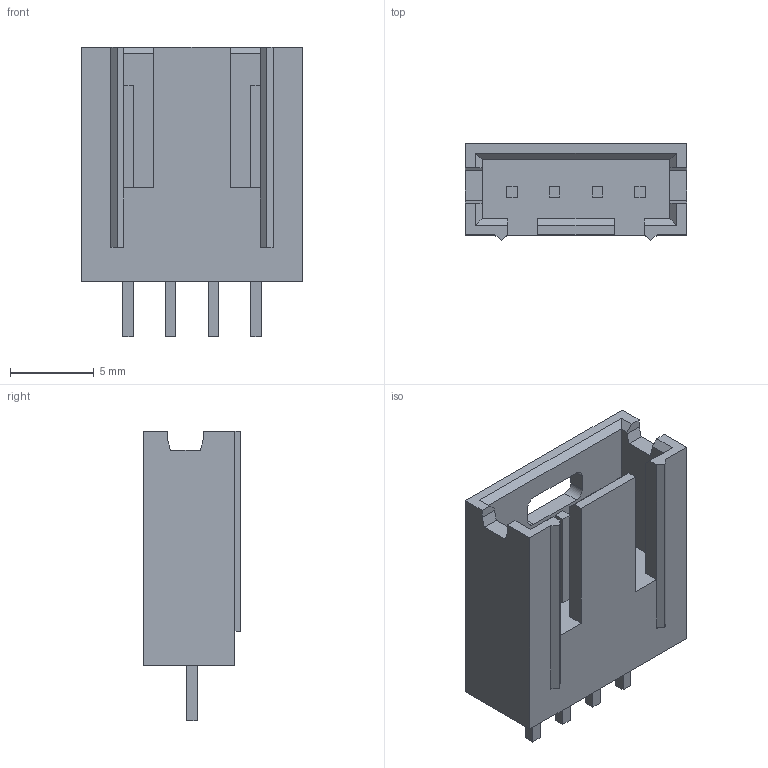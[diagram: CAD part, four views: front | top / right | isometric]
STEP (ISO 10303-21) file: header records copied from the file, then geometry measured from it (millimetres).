
FILE_DESCRIPTION((''),'2;1');
FILE_NAME('C-5-102202-1','2007-12-27T',('workeradm'),('Tyco Electronics Corporation'),'PRO/ENGINEER BY PARAMETRIC TECHNOLOGY CORPORATION, 2005450','PRO/ENGINEER BY PARAMETRIC TECHNOLOGY CORPORATION, 2005450','');
FILE_SCHEMA(('CONFIG_CONTROL_DESIGN', 'GEOMETRIC_VALIDATION_PROPERTIES_MIM'));
Length unit declared in the file: millimetre
Products named in the file (1): C-5-102202-1
Bounding box: 13.21 x 5.75 x 17.25 mm (x, y, z)
Volume: 645.3 mm3; surface area: 967.5 mm2
Topology: 1 solids, 1 shells, 92 faces, 240 edges, 158 vertices
Faces by surface type: plane 88, cylinder 4
Entity records: 2897 total; most frequent: CARTESIAN_POINT 491, ORIENTED_EDGE 480, DIRECTION 432, EDGE_CURVE 240, VECTOR 232, LINE 232, VERTEX_POINT 158, EDGE_LOOP 102
